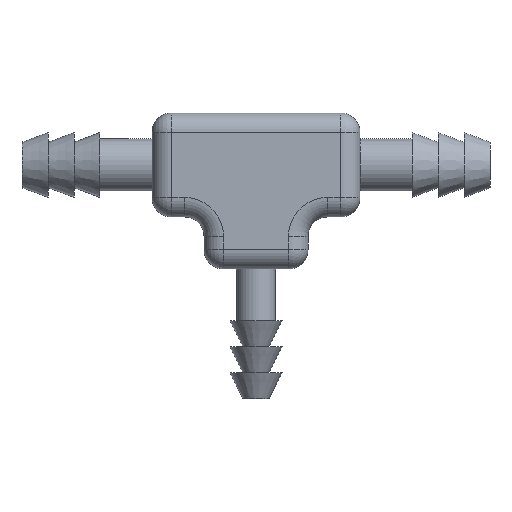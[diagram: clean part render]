
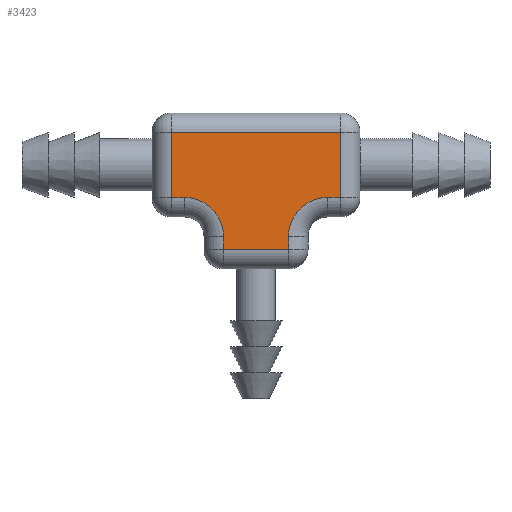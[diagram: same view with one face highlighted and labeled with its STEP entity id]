
A CAD part, front view. The second image highlights one B-rep face of the part: STEP entity #3423.
In plain terms, the highlighted planar face has unit normal (0, -1, 0).
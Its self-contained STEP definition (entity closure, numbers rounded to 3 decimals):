
#64 = LINE ( 'NONE', #3237, #1230 ) ;
#67 = VERTEX_POINT ( 'NONE', #2146 ) ;
#94 = ORIENTED_EDGE ( 'NONE', *, *, #2307, .T. ) ;
#115 = DIRECTION ( 'NONE',  ( 0., -1., 0. ) ) ;
#129 = CARTESIAN_POINT ( 'NONE',  ( 6.5, -4., -2.5 ) ) ;
#199 = EDGE_CURVE ( 'NONE', #67, #3288, #3507, .T. ) ;
#357 = VERTEX_POINT ( 'NONE', #129 ) ;
#380 = DIRECTION ( 'NONE',  ( 1., 0., 0. ) ) ;
#426 = CARTESIAN_POINT ( 'NONE',  ( 6.5, -4., -2.5 ) ) ;
#447 = DIRECTION ( 'NONE',  ( 1., 0., 0. ) ) ;
#466 = PLANE ( 'NONE',  #2430 ) ;
#468 = DIRECTION ( 'NONE',  ( 0., 0., 1. ) ) ;
#503 = CARTESIAN_POINT ( 'NONE',  ( -6.5, -4., -2.5 ) ) ;
#582 = VERTEX_POINT ( 'NONE', #3459 ) ;
#591 = CARTESIAN_POINT ( 'NONE',  ( 5.5, -4., -5.5 ) ) ;
#648 = VECTOR ( 'NONE', #380, 1000. ) ;
#699 = VERTEX_POINT ( 'NONE', #3202 ) ;
#702 = LINE ( 'NONE', #3570, #3341 ) ;
#742 = DIRECTION ( 'NONE',  ( 1., 0., 0. ) ) ;
#806 = VECTOR ( 'NONE', #2596, 1000. ) ;
#822 = DIRECTION ( 'NONE',  ( 0., 0., -1. ) ) ;
#971 = EDGE_CURVE ( 'NONE', #1680, #699, #1515, .T. ) ;
#991 = CARTESIAN_POINT ( 'NONE',  ( 2.5, -4., -6.5 ) ) ;
#1031 = LINE ( 'NONE', #426, #3643 ) ;
#1110 = VECTOR ( 'NONE', #3486, 1000. ) ;
#1113 = DIRECTION ( 'NONE',  ( 0., 1., 0. ) ) ;
#1175 = EDGE_CURVE ( 'NONE', #582, #1935, #2034, .T. ) ;
#1177 = LINE ( 'NONE', #3731, #1110 ) ;
#1230 = VECTOR ( 'NONE', #1824, 1000. ) ;
#1239 = CARTESIAN_POINT ( 'NONE',  ( -5.5, -4., -2.5 ) ) ;
#1281 = ORIENTED_EDGE ( 'NONE', *, *, #2580, .T. ) ;
#1294 = FACE_OUTER_BOUND ( 'NONE', #1776, .T. ) ;
#1376 = LINE ( 'NONE', #503, #806 ) ;
#1436 = ORIENTED_EDGE ( 'NONE', *, *, #2885, .T. ) ;
#1515 = CIRCLE ( 'NONE', #1997, 3. ) ;
#1540 = CARTESIAN_POINT ( 'NONE',  ( -5.5, -4., -2.5 ) ) ;
#1541 = ORIENTED_EDGE ( 'NONE', *, *, #3656, .T. ) ;
#1673 = CARTESIAN_POINT ( 'NONE',  ( -6.5, -4., 2.5 ) ) ;
#1680 = VERTEX_POINT ( 'NONE', #1759 ) ;
#1759 = CARTESIAN_POINT ( 'NONE',  ( 2.5, -4., -5.5 ) ) ;
#1776 = EDGE_LOOP ( 'NONE', ( #1541, #94, #2544, #1436, #2796, #3224, #3622, #2623, #1281, #2287 ) ) ;
#1795 = CARTESIAN_POINT ( 'NONE',  ( -5.5, -4., -5.5 ) ) ;
#1824 = DIRECTION ( 'NONE',  ( 0., 0., 1. ) ) ;
#1906 = LINE ( 'NONE', #3029, #2435 ) ;
#1935 = VERTEX_POINT ( 'NONE', #3164 ) ;
#1997 = AXIS2_PLACEMENT_3D ( 'NONE', #591, #1113, #822 ) ;
#2034 = LINE ( 'NONE', #2880, #3491 ) ;
#2068 = DIRECTION ( 'NONE',  ( 0., 1., 0. ) ) ;
#2070 = CARTESIAN_POINT ( 'NONE',  ( 6.5, -4., 2.5 ) ) ;
#2122 = EDGE_CURVE ( 'NONE', #357, #3289, #64, .T. ) ;
#2124 = CARTESIAN_POINT ( 'NONE',  ( -6.5, -4., 2.5 ) ) ;
#2146 = CARTESIAN_POINT ( 'NONE',  ( -6.5, -4., -2.5 ) ) ;
#2287 = ORIENTED_EDGE ( 'NONE', *, *, #2122, .T. ) ;
#2307 = EDGE_CURVE ( 'NONE', #3582, #67, #1376, .T. ) ;
#2430 = AXIS2_PLACEMENT_3D ( 'NONE', #2124, #115, #3047 ) ;
#2435 = VECTOR ( 'NONE', #447, 1000. ) ;
#2544 = ORIENTED_EDGE ( 'NONE', *, *, #199, .T. ) ;
#2568 = EDGE_CURVE ( 'NONE', #3484, #1680, #702, .T. ) ;
#2580 = EDGE_CURVE ( 'NONE', #699, #357, #1031, .T. ) ;
#2596 = DIRECTION ( 'NONE',  ( 0., 0., -1. ) ) ;
#2623 = ORIENTED_EDGE ( 'NONE', *, *, #971, .T. ) ;
#2633 = EDGE_CURVE ( 'NONE', #1935, #3484, #1906, .T. ) ;
#2662 = DIRECTION ( 'NONE',  ( 0., 0., -1. ) ) ;
#2745 = AXIS2_PLACEMENT_3D ( 'NONE', #1795, #2068, #2662 ) ;
#2796 = ORIENTED_EDGE ( 'NONE', *, *, #1175, .T. ) ;
#2880 = CARTESIAN_POINT ( 'NONE',  ( -2.5, -4., -6.5 ) ) ;
#2885 = EDGE_CURVE ( 'NONE', #3288, #582, #3043, .T. ) ;
#3029 = CARTESIAN_POINT ( 'NONE',  ( 2.5, -4., -6.5 ) ) ;
#3043 = CIRCLE ( 'NONE', #2745, 3. ) ;
#3047 = DIRECTION ( 'NONE',  ( 0., 0., -1. ) ) ;
#3164 = CARTESIAN_POINT ( 'NONE',  ( -2.5, -4., -6.5 ) ) ;
#3202 = CARTESIAN_POINT ( 'NONE',  ( 5.5, -4., -2.5 ) ) ;
#3224 = ORIENTED_EDGE ( 'NONE', *, *, #2633, .T. ) ;
#3237 = CARTESIAN_POINT ( 'NONE',  ( 6.5, -4., 2.5 ) ) ;
#3288 = VERTEX_POINT ( 'NONE', #1239 ) ;
#3289 = VERTEX_POINT ( 'NONE', #2070 ) ;
#3341 = VECTOR ( 'NONE', #468, 1000. ) ;
#3423 = ADVANCED_FACE ( 'NONE', ( #1294 ), #466, .T. ) ;
#3459 = CARTESIAN_POINT ( 'NONE',  ( -2.5, -4., -5.5 ) ) ;
#3484 = VERTEX_POINT ( 'NONE', #991 ) ;
#3486 = DIRECTION ( 'NONE',  ( -1., 0., 0. ) ) ;
#3491 = VECTOR ( 'NONE', #3511, 1000. ) ;
#3507 = LINE ( 'NONE', #1540, #648 ) ;
#3511 = DIRECTION ( 'NONE',  ( 0., 0., -1. ) ) ;
#3570 = CARTESIAN_POINT ( 'NONE',  ( 2.5, -4., -5.5 ) ) ;
#3582 = VERTEX_POINT ( 'NONE', #1673 ) ;
#3622 = ORIENTED_EDGE ( 'NONE', *, *, #2568, .T. ) ;
#3643 = VECTOR ( 'NONE', #742, 1000. ) ;
#3656 = EDGE_CURVE ( 'NONE', #3289, #3582, #1177, .T. ) ;
#3731 = CARTESIAN_POINT ( 'NONE',  ( -6.5, -4., 2.5 ) ) ;
